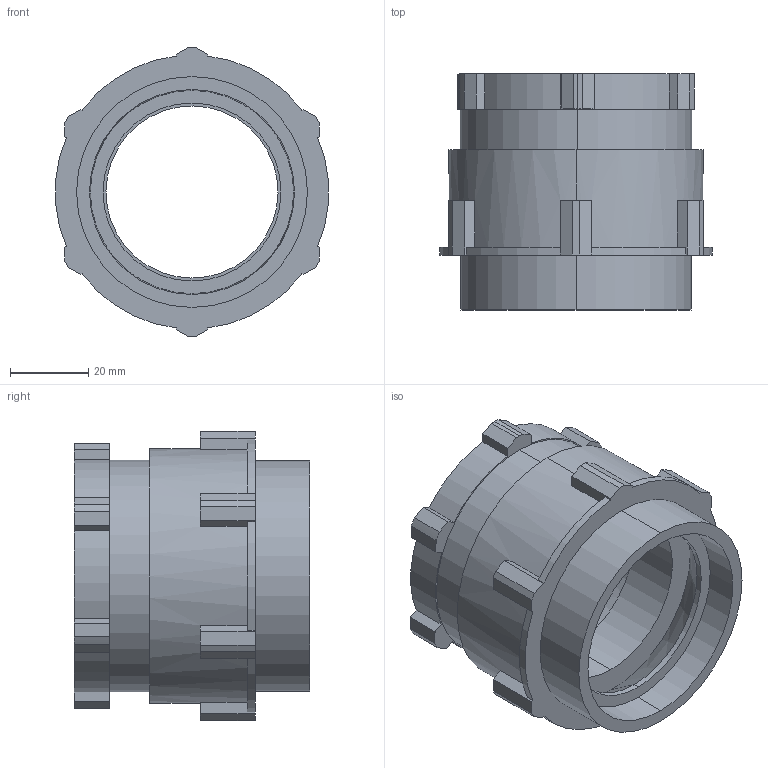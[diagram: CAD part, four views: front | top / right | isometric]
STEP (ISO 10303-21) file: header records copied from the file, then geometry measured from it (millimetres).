
FILE_DESCRIPTION (( 'STEP AP214' ), '1' );
FILE_NAME ('2036487.stp', '2020-07-20T08:41:15', ( '' ), ( '' ), 'SwSTEP 2.0', 'SolidWorks 2018', '' );
FILE_SCHEMA (( 'AUTOMOTIVE_DESIGN' ));
Length unit declared in the file: millimetre
Products named in the file (5): 2036487; 022659_Pg48 Di44 30700124; EV169-48-01_Pg 48; EV510-48_Standard; EV730_EV730-48
Assembly tree (4 placements, depth 2):
  2036487
    EV169-48-01_Pg 48
    EV510-48_Standard
    EV730_EV730-48
    022659_Pg48 Di44 30700124
Bounding box: 69.77 x 60.34 x 74 mm (x, y, z)
Volume: 72754.6 mm3; surface area: 39816.6 mm2
Topology: 4 solids, 4 shells, 120 faces, 323 edges, 214 vertices
Faces by surface type: plane 77, cylinder 37, cone 6
Entity records: 3983 total; most frequent: DIRECTION 671, CARTESIAN_POINT 664, ORIENTED_EDGE 646, EDGE_CURVE 323, LINE 229, VECTOR 229, AXIS2_PLACEMENT_3D 221, VERTEX_POINT 214
